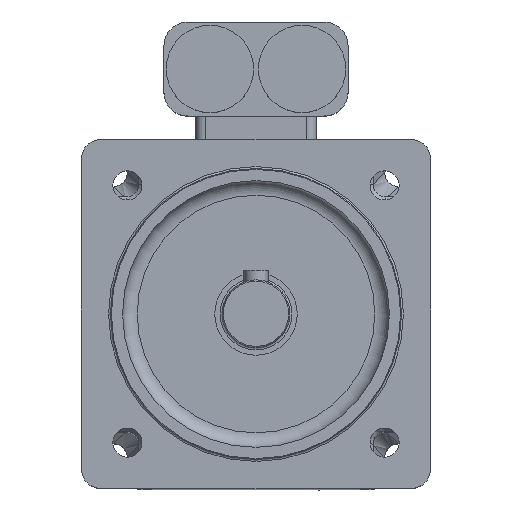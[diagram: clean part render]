
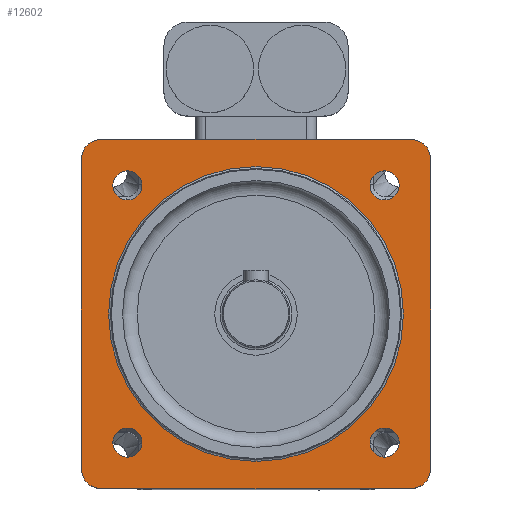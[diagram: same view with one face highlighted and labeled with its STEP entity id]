
A CAD part, top view. The second image highlights one B-rep face of the part: STEP entity #12602.
In plain terms, the highlighted planar face has unit normal (0, 0, 1).
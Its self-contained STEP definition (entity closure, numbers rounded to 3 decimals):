
#12468=CARTESIAN_POINT('',(30.4,0.,21.712));
#12469=VERTEX_POINT('',#12468);
#12470=CARTESIAN_POINT('',(0.,0.,21.712));
#12471=DIRECTION('',(0.0,0.0,1.0));
#12472=DIRECTION('',(-1.0,0.0,0.0));
#12473=AXIS2_PLACEMENT_3D('',#12470,#12471,#12472);
#12474=CIRCLE('',#12473,30.4);
#12475=EDGE_CURVE('',#12469,#12469,#12474,.T.);
#12480=CARTESIAN_POINT('',(0.,0.,21.712));
#12481=DIRECTION('',(0.0,0.0,-1.0));
#12482=DIRECTION('',(-1.0,0.0,0.0));
#12483=AXIS2_PLACEMENT_3D('',#12480,#12481,#12482);
#12484=PLANE('',#12483);
#12485=CARTESIAN_POINT('',(32.,36.,21.712));
#12486=VERTEX_POINT('',#12485);
#12487=CARTESIAN_POINT('',(36.0,32.,21.712));
#12488=VERTEX_POINT('',#12487);
#12489=CARTESIAN_POINT('',(32.,32.,21.712));
#12490=DIRECTION('',(0.,0.,-1.0));
#12491=DIRECTION('',(0.707,0.707,0.));
#12492=AXIS2_PLACEMENT_3D('',#12489,#12490,#12491);
#12493=CIRCLE('',#12492,4.0);
#12494=EDGE_CURVE('',#12486,#12488,#12493,.T.);
#12495=ORIENTED_EDGE('',*,*,#12494,.F.);
#12496=CARTESIAN_POINT('',(-32.,36.,21.712));
#12497=VERTEX_POINT('',#12496);
#12498=CARTESIAN_POINT('',(-32.,36.,21.712));
#12499=DIRECTION('',(1.0,0.0,0.0));
#12500=VECTOR('',#12499,64.0);
#12501=LINE('',#12498,#12500);
#12502=EDGE_CURVE('',#12497,#12486,#12501,.T.);
#12503=ORIENTED_EDGE('',*,*,#12502,.F.);
#12504=CARTESIAN_POINT('',(-36.,32.0,21.712));
#12505=VERTEX_POINT('',#12504);
#12506=CARTESIAN_POINT('',(-32.,32.0,21.712));
#12507=DIRECTION('',(0.,0.,-1.0));
#12508=DIRECTION('',(-0.707,0.707,0.));
#12509=AXIS2_PLACEMENT_3D('',#12506,#12507,#12508);
#12510=CIRCLE('',#12509,4.);
#12511=EDGE_CURVE('',#12505,#12497,#12510,.T.);
#12512=ORIENTED_EDGE('',*,*,#12511,.F.);
#12513=CARTESIAN_POINT('',(-36.,-32.0,21.712));
#12514=VERTEX_POINT('',#12513);
#12515=CARTESIAN_POINT('',(-36.,-32.,21.712));
#12516=DIRECTION('',(0.0,1.0,0.0));
#12517=VECTOR('',#12516,64.);
#12518=LINE('',#12515,#12517);
#12519=EDGE_CURVE('',#12514,#12505,#12518,.T.);
#12520=ORIENTED_EDGE('',*,*,#12519,.F.);
#12521=CARTESIAN_POINT('',(-32.,-36.,21.712));
#12522=VERTEX_POINT('',#12521);
#12523=CARTESIAN_POINT('',(-32.,-32.,21.712));
#12524=DIRECTION('',(0.,0.,-1.0));
#12525=DIRECTION('',(-0.707,-0.707,0.));
#12526=AXIS2_PLACEMENT_3D('',#12523,#12524,#12525);
#12527=CIRCLE('',#12526,4.0);
#12528=EDGE_CURVE('',#12522,#12514,#12527,.T.);
#12529=ORIENTED_EDGE('',*,*,#12528,.F.);
#12530=CARTESIAN_POINT('',(32.,-36.0,21.712));
#12531=VERTEX_POINT('',#12530);
#12532=CARTESIAN_POINT('',(32.,-36.0,21.712));
#12533=DIRECTION('',(-1.0,0.0,0.0));
#12534=VECTOR('',#12533,64.0);
#12535=LINE('',#12532,#12534);
#12536=EDGE_CURVE('',#12531,#12522,#12535,.T.);
#12537=ORIENTED_EDGE('',*,*,#12536,.F.);
#12538=CARTESIAN_POINT('',(36.,-32.0,21.712));
#12539=VERTEX_POINT('',#12538);
#12540=CARTESIAN_POINT('',(32.,-32.0,21.712));
#12541=DIRECTION('',(0.,0.,-1.0));
#12542=DIRECTION('',(0.707,-0.707,0.));
#12543=AXIS2_PLACEMENT_3D('',#12540,#12541,#12542);
#12544=CIRCLE('',#12543,4.);
#12545=EDGE_CURVE('',#12539,#12531,#12544,.T.);
#12546=ORIENTED_EDGE('',*,*,#12545,.F.);
#12547=CARTESIAN_POINT('',(36.,32.,21.712));
#12548=DIRECTION('',(0.0,-1.0,0.0));
#12549=VECTOR('',#12548,64.);
#12550=LINE('',#12547,#12549);
#12551=EDGE_CURVE('',#12488,#12539,#12550,.T.);
#12552=ORIENTED_EDGE('',*,*,#12551,.F.);
#12553=EDGE_LOOP('',(#12495,#12503,#12512,#12520,#12529,#12537,#12546,#12552));
#12554=FACE_OUTER_BOUND('',#12553,.T.);
#12555=CARTESIAN_POINT('',(-23.517,26.517,21.712));
#12556=VERTEX_POINT('',#12555);
#12557=CARTESIAN_POINT('',(-26.517,26.517,21.712));
#12558=DIRECTION('',(0.0,0.0,-1.0));
#12559=DIRECTION('',(-1.0,0.0,0.0));
#12560=AXIS2_PLACEMENT_3D('',#12557,#12558,#12559);
#12561=CIRCLE('',#12560,3.0);
#12562=EDGE_CURVE('',#12556,#12556,#12561,.T.);
#12563=ORIENTED_EDGE('',*,*,#12562,.T.);
#12564=EDGE_LOOP('',(#12563));
#12565=FACE_BOUND('',#12564,.T.);
#12566=CARTESIAN_POINT('',(-23.517,-26.517,21.712));
#12567=VERTEX_POINT('',#12566);
#12568=CARTESIAN_POINT('',(-26.517,-26.517,21.712));
#12569=DIRECTION('',(0.0,0.0,-1.0));
#12570=DIRECTION('',(-1.0,0.0,0.0));
#12571=AXIS2_PLACEMENT_3D('',#12568,#12569,#12570);
#12572=CIRCLE('',#12571,3.0);
#12573=EDGE_CURVE('',#12567,#12567,#12572,.T.);
#12574=ORIENTED_EDGE('',*,*,#12573,.T.);
#12575=EDGE_LOOP('',(#12574));
#12576=FACE_BOUND('',#12575,.T.);
#12577=CARTESIAN_POINT('',(29.517,-26.517,21.712));
#12578=VERTEX_POINT('',#12577);
#12579=CARTESIAN_POINT('',(26.517,-26.517,21.712));
#12580=DIRECTION('',(0.0,0.0,-1.0));
#12581=DIRECTION('',(-1.0,0.0,0.0));
#12582=AXIS2_PLACEMENT_3D('',#12579,#12580,#12581);
#12583=CIRCLE('',#12582,3.0);
#12584=EDGE_CURVE('',#12578,#12578,#12583,.T.);
#12585=ORIENTED_EDGE('',*,*,#12584,.T.);
#12586=EDGE_LOOP('',(#12585));
#12587=FACE_BOUND('',#12586,.T.);
#12588=CARTESIAN_POINT('',(29.517,26.517,21.712));
#12589=VERTEX_POINT('',#12588);
#12590=CARTESIAN_POINT('',(26.517,26.517,21.712));
#12591=DIRECTION('',(0.0,0.0,-1.0));
#12592=DIRECTION('',(-1.0,0.0,0.0));
#12593=AXIS2_PLACEMENT_3D('',#12590,#12591,#12592);
#12594=CIRCLE('',#12593,3.0);
#12595=EDGE_CURVE('',#12589,#12589,#12594,.T.);
#12596=ORIENTED_EDGE('',*,*,#12595,.T.);
#12597=EDGE_LOOP('',(#12596));
#12598=FACE_BOUND('',#12597,.T.);
#12599=ORIENTED_EDGE('',*,*,#12475,.F.);
#12600=EDGE_LOOP('',(#12599));
#12601=FACE_BOUND('',#12600,.T.);
#12602=ADVANCED_FACE('',(#12554,#12565,#12576,#12587,#12598,#12601),#12484,.F.);
